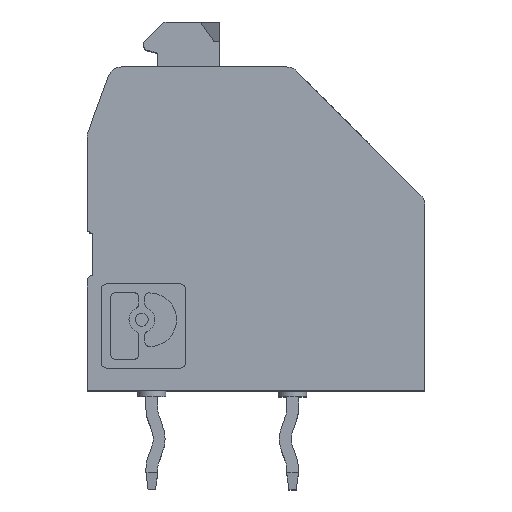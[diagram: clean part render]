
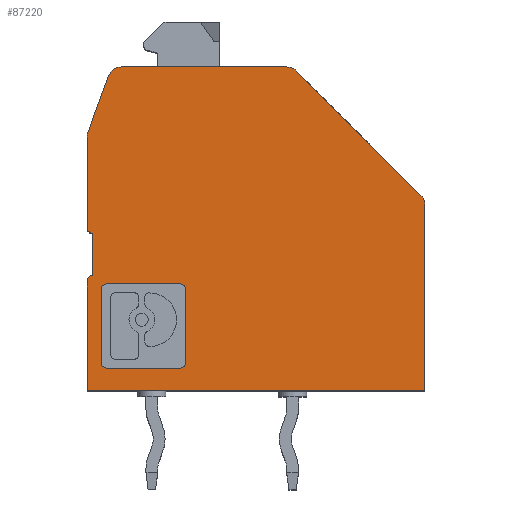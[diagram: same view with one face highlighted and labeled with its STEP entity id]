
A CAD part, top view. The second image highlights one B-rep face of the part: STEP entity #87220.
In plain terms, the highlighted planar face has unit normal (0, 0, 1).
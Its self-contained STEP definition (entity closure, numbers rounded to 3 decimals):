
#38840=CARTESIAN_POINT('',(11.439,0.,13.43));
#38850=DIRECTION('',(0.,0.,1.));
#38860=DIRECTION('',(1.,0.,0.));
#38870=AXIS2_PLACEMENT_3D('',#38840,#38850,#38860);
#38880=PLANE('',#38870);
#65060=CARTESIAN_POINT('',(0.,0.,13.43));
#65070=DIRECTION('',(0.,1.,0.));
#65080=VECTOR('',#65070,1.);
#65090=LINE('',#65060,#65080);
#65100=CARTESIAN_POINT('',(0.,0.,13.43));
#65110=VERTEX_POINT('',#65100);
#65120=CARTESIAN_POINT('',(0.,3.9,13.43));
#65130=VERTEX_POINT('',#65120);
#65140=EDGE_CURVE('',#65110,#65130,#65090,.T.);
#66490=CARTESIAN_POINT('',(12.,0.,13.43));
#66500=VERTEX_POINT('',#66490);
#66850=CARTESIAN_POINT('',(0.,0.,13.43));
#66860=DIRECTION('',(-1.,0.,0.));
#66870=VECTOR('',#66860,1.);
#66880=LINE('',#66850,#66870);
#66890=EDGE_CURVE('',#66500,#65110,#66880,.T.);
#70350=CARTESIAN_POINT('',(12.,0.,13.43));
#70360=DIRECTION('',(0.,-1.,0.));
#70370=VECTOR('',#70360,1.);
#70380=LINE('',#70350,#70370);
#70390=CARTESIAN_POINT('',(12.,6.593,13.43));
#70400=VERTEX_POINT('',#70390);
#70410=EDGE_CURVE('',#70400,#66500,#70380,.T.);
#80260=CARTESIAN_POINT('',(11.5,6.593,13.43));
#80270=DIRECTION('',(0.,0.,1.));
#80280=DIRECTION('',(1.,0.,0.));
#80290=AXIS2_PLACEMENT_3D('',#80260,#80270,#80280);
#80300=CIRCLE('',#80290,0.5);
#80310=CARTESIAN_POINT('',(11.854,6.946,13.43));
#80320=VERTEX_POINT('',#80310);
#80330=EDGE_CURVE('',#70400,#80320,#80300,.T.);
#82830=CARTESIAN_POINT('',(0.2,5.8,13.43));
#82840=DIRECTION('',(0.,0.,-1.));
#82850=DIRECTION('',(-1.,0.,0.));
#82860=AXIS2_PLACEMENT_3D('',#82830,#82840,#82850);
#82870=CIRCLE('',#82860,0.2);
#82880=CARTESIAN_POINT('',(0.2,5.6,13.43));
#82890=VERTEX_POINT('',#82880);
#82900=CARTESIAN_POINT('',(0.,5.8,13.43));
#82910=VERTEX_POINT('',#82900);
#82920=EDGE_CURVE('',#82890,#82910,#82870,.T.);
#83730=CARTESIAN_POINT('',(0.2,3.9,13.43));
#83740=DIRECTION('',(0.,0.,1.));
#83750=DIRECTION('',(1.,0.,0.));
#83760=AXIS2_PLACEMENT_3D('',#83730,#83740,#83750);
#83770=CIRCLE('',#83760,0.2);
#83780=CARTESIAN_POINT('',(0.2,4.1,13.43));
#83790=VERTEX_POINT('',#83780);
#83800=EDGE_CURVE('',#83790,#65130,#83770,.T.);
#84470=CARTESIAN_POINT('',(7.446,11.354,13.43));
#84480=VERTEX_POINT('',#84470);
#84510=CARTESIAN_POINT('',(7.093,11.,13.43));
#84520=DIRECTION('',(0.,0.,-1.));
#84530=DIRECTION('',(-1.,0.,0.));
#84540=AXIS2_PLACEMENT_3D('',#84510,#84520,#84530);
#84550=CIRCLE('',#84540,0.5);
#84560=CARTESIAN_POINT('',(7.093,11.5,13.43));
#84570=VERTEX_POINT('',#84560);
#84580=EDGE_CURVE('',#84570,#84480,#84550,.T.);
#85910=ORIENTED_EDGE('',*,*,#65140,.F.);
#85920=ORIENTED_EDGE('',*,*,#83800,.T.);
#85930=CARTESIAN_POINT('',(0.2,0.,13.43));
#85940=DIRECTION('',(0.,1.,0.));
#85950=VECTOR('',#85940,1.);
#85960=LINE('',#85930,#85950);
#85970=EDGE_CURVE('',#83790,#82890,#85960,.T.);
#85980=ORIENTED_EDGE('',*,*,#85970,.F.);
#85990=ORIENTED_EDGE('',*,*,#82920,.F.);
#86000=CARTESIAN_POINT('',(0.,0.,13.43));
#86010=DIRECTION('',(0.,1.,0.));
#86020=VECTOR('',#86010,1.);
#86030=LINE('',#86000,#86020);
#86040=CARTESIAN_POINT('',(0.,9.012,13.43));
#86050=VERTEX_POINT('',#86040);
#86060=EDGE_CURVE('',#82910,#86050,#86030,.T.);
#86070=ORIENTED_EDGE('',*,*,#86060,.F.);
#86080=CARTESIAN_POINT('',(0.5,9.012,13.43));
#86090=DIRECTION('',(0.,0.,1.));
#86100=DIRECTION('',(1.,0.,0.));
#86110=AXIS2_PLACEMENT_3D('',#86080,#86090,#86100);
#86120=CIRCLE('',#86110,0.5);
#86130=CARTESIAN_POINT('',(0.03,9.183,13.43));
#86140=VERTEX_POINT('',#86130);
#86150=EDGE_CURVE('',#86140,#86050,#86120,.T.);
#86160=ORIENTED_EDGE('',*,*,#86150,.T.);
#86170=CARTESIAN_POINT('',(-3.312,0.,13.43));
#86180=DIRECTION('',(0.342,0.94,0.));
#86190=VECTOR('',#86180,1.);
#86200=LINE('',#86170,#86190);
#86210=CARTESIAN_POINT('',(0.754,11.171,13.43));
#86220=VERTEX_POINT('',#86210);
#86230=EDGE_CURVE('',#86140,#86220,#86200,.T.);
#86240=ORIENTED_EDGE('',*,*,#86230,.F.);
#86250=CARTESIAN_POINT('',(1.224,11.,13.43));
#86260=DIRECTION('',(0.,0.,1.));
#86270=DIRECTION('',(1.,0.,0.));
#86280=AXIS2_PLACEMENT_3D('',#86250,#86260,#86270);
#86290=CIRCLE('',#86280,0.5);
#86300=CARTESIAN_POINT('',(1.224,11.5,13.43));
#86310=VERTEX_POINT('',#86300);
#86320=EDGE_CURVE('',#86310,#86220,#86290,.T.);
#86330=ORIENTED_EDGE('',*,*,#86320,.T.);
#86340=CARTESIAN_POINT('',(0.,11.5,13.43));
#86350=DIRECTION('',(1.,0.,0.));
#86360=VECTOR('',#86350,1.);
#86370=LINE('',#86340,#86360);
#86380=EDGE_CURVE('',#86310,#84570,#86370,.T.);
#86390=ORIENTED_EDGE('',*,*,#86380,.F.);
#86400=ORIENTED_EDGE('',*,*,#84580,.F.);
#86410=CARTESIAN_POINT('',(0.,18.8,13.43));
#86420=DIRECTION('',(0.707,-0.707,0.));
#86430=VECTOR('',#86420,1.);
#86440=LINE('',#86410,#86430);
#86450=EDGE_CURVE('',#84480,#80320,#86440,.T.);
#86460=ORIENTED_EDGE('',*,*,#86450,.F.);
#86470=ORIENTED_EDGE('',*,*,#80330,.T.);
#86480=ORIENTED_EDGE('',*,*,#70410,.F.);
#86490=ORIENTED_EDGE('',*,*,#66890,.F.);
#86500=EDGE_LOOP('',(#86490,#86480,#86470,#86460,#86400,#86390,#86330,
#86240,#86160,#86070,#85990,#85980,#85920,#85910));
#86510=FACE_OUTER_BOUND('',#86500,.T.);
#86520=CARTESIAN_POINT('',(3.289,3.589,13.43));
#86530=DIRECTION('',(0.,0.,1.));
#86540=DIRECTION('',(1.,0.,0.));
#86550=AXIS2_PLACEMENT_3D('',#86520,#86530,#86540);
#86560=CIRCLE('',#86550,0.211);
#86570=CARTESIAN_POINT('',(3.5,3.589,13.43));
#86580=VERTEX_POINT('',#86570);
#86590=CARTESIAN_POINT('',(3.289,3.8,13.43));
#86600=VERTEX_POINT('',#86590);
#86610=EDGE_CURVE('',#86580,#86600,#86560,.T.);
#86620=ORIENTED_EDGE('',*,*,#86610,.F.);
#86630=CARTESIAN_POINT('',(0.,3.8,13.43));
#86640=DIRECTION('',(-1.,0.,0.));
#86650=VECTOR('',#86640,1.);
#86660=LINE('',#86630,#86650);
#86670=CARTESIAN_POINT('',(0.711,3.8,13.43));
#86680=VERTEX_POINT('',#86670);
#86690=EDGE_CURVE('',#86600,#86680,#86660,.T.);
#86700=ORIENTED_EDGE('',*,*,#86690,.F.);
#86710=CARTESIAN_POINT('',(0.711,3.589,13.43));
#86720=DIRECTION('',(0.,0.,1.));
#86730=DIRECTION('',(1.,0.,0.));
#86740=AXIS2_PLACEMENT_3D('',#86710,#86720,#86730);
#86750=CIRCLE('',#86740,0.211);
#86760=CARTESIAN_POINT('',(0.5,3.589,13.43));
#86770=VERTEX_POINT('',#86760);
#86780=EDGE_CURVE('',#86680,#86770,#86750,.T.);
#86790=ORIENTED_EDGE('',*,*,#86780,.F.);
#86800=CARTESIAN_POINT('',(0.5,0.,13.43));
#86810=DIRECTION('',(0.,-1.,0.));
#86820=VECTOR('',#86810,1.);
#86830=LINE('',#86800,#86820);
#86840=CARTESIAN_POINT('',(0.5,1.011,13.43));
#86850=VERTEX_POINT('',#86840);
#86860=EDGE_CURVE('',#86770,#86850,#86830,.T.);
#86870=ORIENTED_EDGE('',*,*,#86860,.F.);
#86880=CARTESIAN_POINT('',(0.711,1.011,13.43));
#86890=DIRECTION('',(0.,0.,1.));
#86900=DIRECTION('',(1.,0.,0.));
#86910=AXIS2_PLACEMENT_3D('',#86880,#86890,#86900);
#86920=CIRCLE('',#86910,0.211);
#86930=CARTESIAN_POINT('',(0.711,0.8,13.43));
#86940=VERTEX_POINT('',#86930);
#86950=EDGE_CURVE('',#86850,#86940,#86920,.T.);
#86960=ORIENTED_EDGE('',*,*,#86950,.F.);
#86970=CARTESIAN_POINT('',(0.,0.8,13.43));
#86980=DIRECTION('',(1.,0.,0.));
#86990=VECTOR('',#86980,1.);
#87000=LINE('',#86970,#86990);
#87010=CARTESIAN_POINT('',(3.289,0.8,13.43));
#87020=VERTEX_POINT('',#87010);
#87030=EDGE_CURVE('',#86940,#87020,#87000,.T.);
#87040=ORIENTED_EDGE('',*,*,#87030,.F.);
#87050=CARTESIAN_POINT('',(3.289,1.011,13.43));
#87060=DIRECTION('',(0.,0.,1.));
#87070=DIRECTION('',(1.,0.,0.));
#87080=AXIS2_PLACEMENT_3D('',#87050,#87060,#87070);
#87090=CIRCLE('',#87080,0.211);
#87100=CARTESIAN_POINT('',(3.5,1.011,13.43));
#87110=VERTEX_POINT('',#87100);
#87120=EDGE_CURVE('',#87020,#87110,#87090,.T.);
#87130=ORIENTED_EDGE('',*,*,#87120,.F.);
#87140=CARTESIAN_POINT('',(3.5,0.,13.43));
#87150=DIRECTION('',(0.,1.,0.));
#87160=VECTOR('',#87150,1.);
#87170=LINE('',#87140,#87160);
#87180=EDGE_CURVE('',#87110,#86580,#87170,.T.);
#87190=ORIENTED_EDGE('',*,*,#87180,.F.);
#87200=EDGE_LOOP('',(#87190,#87130,#87040,#86960,#86870,#86790,#86700,
#86620));
#87210=FACE_BOUND('',#87200,.T.);
#87220=ADVANCED_FACE('',(#86510,#87210),#38880,.T.);
